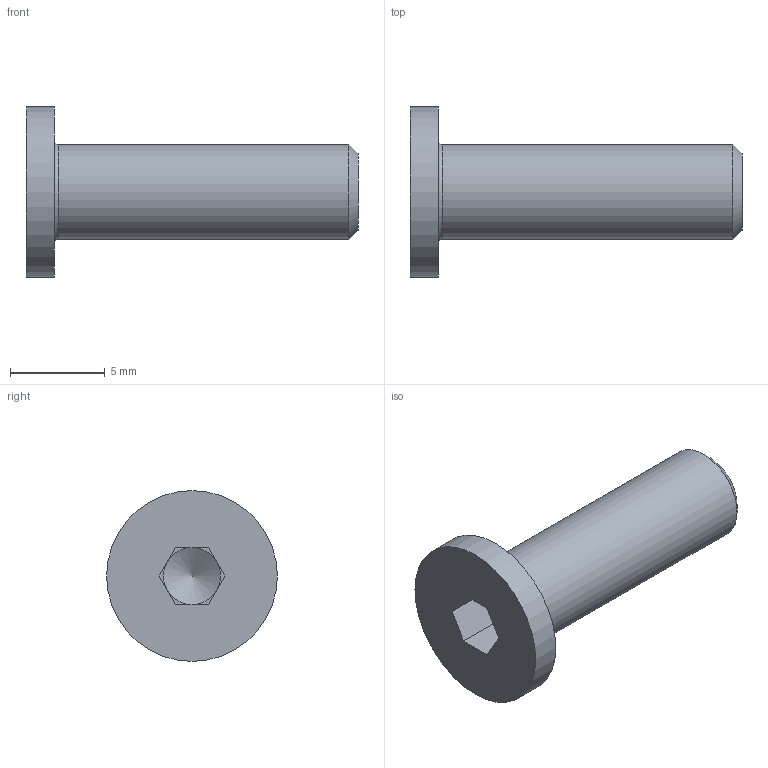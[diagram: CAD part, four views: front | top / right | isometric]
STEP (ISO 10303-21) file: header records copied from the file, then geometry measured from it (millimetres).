
FILE_DESCRIPTION(/* description */ ('STEP AP214'),/* implementation_level */ '2;1');
FILE_NAME(/* name */ 'CBSS5-16',/* time_stamp */ '2024-07-03T05:27:50+02:00',/* author */ ('License CC BY-ND 4.0'),/* organization */ ('CADENAS'),/* preprocessor_version */ 'ST-DEVELOPER v19.3',/* originating_system */ 'PARTsolutions',/* authorisation */ ' ');
FILE_SCHEMA (('AUTOMOTIVE_DESIGN {1 0 10303 214 3 1 1}'));
Length unit declared in the file: millimetre
Products named in the file (1): CBSS5-16
Bounding box: 17.5 x 9 x 9 mm (x, y, z)
Volume: 382.5 mm3; surface area: 447.1 mm2
Topology: 1 solids, 1 shells, 20 faces, 43 edges, 26 vertices
Faces by surface type: plane 15, cylinder 2, cone 2, torus 1
Full cylindrical faces by diameter (mm): 5 x1, 9 x1
Entity records: 526 total; most frequent: DIRECTION 90, CARTESIAN_POINT 82, ORIENTED_EDGE 72, EDGE_CURVE 36, AXIS2_PLACEMENT_3D 33, FACE_BOUND 27, EDGE_LOOP 26, VERTEX_POINT 25
